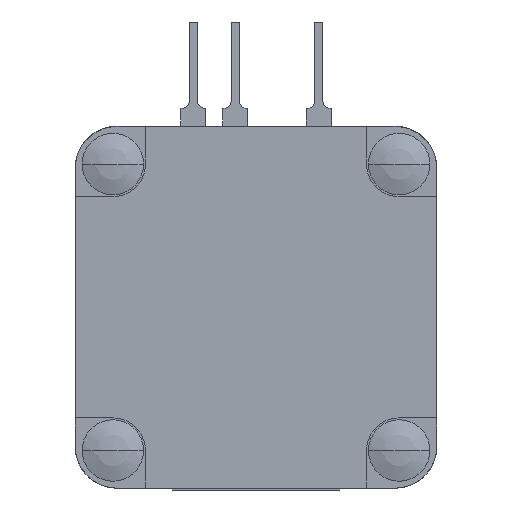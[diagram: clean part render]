
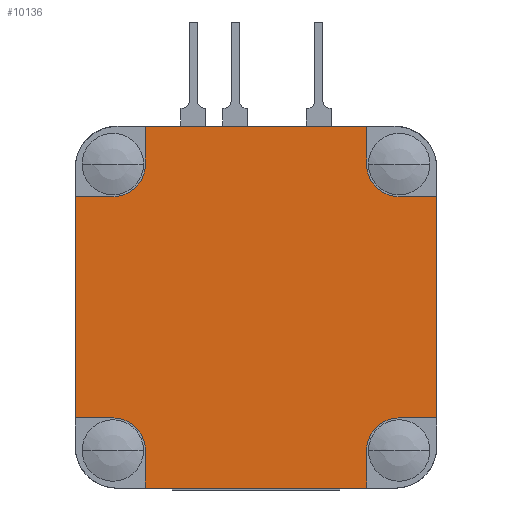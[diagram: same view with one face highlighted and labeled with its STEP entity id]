
A CAD part, front view. The second image highlights one B-rep face of the part: STEP entity #10136.
In plain terms, the highlighted planar face has unit normal (0, -1, 0).
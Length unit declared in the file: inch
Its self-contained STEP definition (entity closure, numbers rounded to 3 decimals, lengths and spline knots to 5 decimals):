
#545=CARTESIAN_POINT('',(-0.3425,-0.408,-0.343));
#546=DIRECTION('',(0.,1.,0.));
#547=DIRECTION('',(0.,0.,1.));
#548=AXIS2_PLACEMENT_3D('',#545,#546,#547);
#559=DIRECTION('',(0.,0.,-1.));
#560=VECTOR('',#559,0.09);
#561=CARTESIAN_POINT('',(0.2645,-0.408,0.432));
#562=LINE('',#561,#560);
#563=DIRECTION('',(-1.,0.,0.));
#564=VECTOR('',#563,0.09);
#565=CARTESIAN_POINT('',(0.4325,-0.408,0.264));
#566=LINE('',#565,#564);
#567=DIRECTION('',(0.,0.,-1.));
#568=VECTOR('',#567,0.529);
#569=CARTESIAN_POINT('',(0.4325,-0.408,0.264));
#570=LINE('',#569,#568);
#571=DIRECTION('',(-1.,0.,0.));
#572=VECTOR('',#571,0.09);
#573=CARTESIAN_POINT('',(0.4325,-0.408,-0.265));
#574=LINE('',#573,#572);
#575=DIRECTION('',(0.,0.,1.));
#576=VECTOR('',#575,0.09);
#577=CARTESIAN_POINT('',(0.2645,-0.408,-0.433));
#578=LINE('',#577,#576);
#579=DIRECTION('',(-1.,0.,0.));
#580=VECTOR('',#579,0.529);
#581=CARTESIAN_POINT('',(0.2645,-0.408,-0.433));
#582=LINE('',#581,#580);
#583=DIRECTION('',(0.,0.,1.));
#584=VECTOR('',#583,0.09);
#585=CARTESIAN_POINT('',(-0.2645,-0.408,-0.433));
#586=LINE('',#585,#584);
#587=DIRECTION('',(1.,0.,0.));
#588=VECTOR('',#587,0.09);
#589=CARTESIAN_POINT('',(-0.4325,-0.408,-0.265));
#590=LINE('',#589,#588);
#591=DIRECTION('',(0.,0.,1.));
#592=VECTOR('',#591,0.529);
#593=CARTESIAN_POINT('',(-0.4325,-0.408,-0.265));
#594=LINE('',#593,#592);
#595=DIRECTION('',(1.,0.,0.));
#596=VECTOR('',#595,0.09);
#597=CARTESIAN_POINT('',(-0.4325,-0.408,0.264));
#598=LINE('',#597,#596);
#599=DIRECTION('',(0.,0.,-1.));
#600=VECTOR('',#599,0.09);
#601=CARTESIAN_POINT('',(-0.2645,-0.408,0.432));
#602=LINE('',#601,#600);
#603=DIRECTION('',(1.,0.,0.));
#604=VECTOR('',#603,0.529);
#605=CARTESIAN_POINT('',(-0.2645,-0.408,0.432));
#606=LINE('',#605,#604);
#611=CARTESIAN_POINT('',(0.3425,-0.408,0.342));
#612=DIRECTION('',(0.,1.,0.));
#613=DIRECTION('',(0.,0.,-1.));
#614=AXIS2_PLACEMENT_3D('',#611,#612,#613);
#680=CARTESIAN_POINT('',(0.3425,-0.408,-0.343));
#681=DIRECTION('',(0.,1.,0.));
#682=DIRECTION('',(-1.,0.,0.));
#683=AXIS2_PLACEMENT_3D('',#680,#681,#682);
#749=CARTESIAN_POINT('',(-0.3425,-0.408,0.342));
#750=DIRECTION('',(0.,1.,0.));
#751=DIRECTION('',(1.,0.,0.));
#752=AXIS2_PLACEMENT_3D('',#749,#750,#751);
#8916=CARTESIAN_POINT('',(-0.2645,-0.408,0.432));
#8917=VERTEX_POINT('',#8916);
#8918=CARTESIAN_POINT('',(0.2645,-0.408,0.432));
#8919=VERTEX_POINT('',#8918);
#8924=CARTESIAN_POINT('',(0.4325,-0.408,-0.265));
#8925=VERTEX_POINT('',#8924);
#8926=CARTESIAN_POINT('',(0.4325,-0.408,0.264));
#8927=VERTEX_POINT('',#8926);
#8932=CARTESIAN_POINT('',(0.2645,-0.408,-0.433));
#8933=VERTEX_POINT('',#8932);
#8934=CARTESIAN_POINT('',(-0.2645,-0.408,-0.433));
#8935=VERTEX_POINT('',#8934);
#8940=CARTESIAN_POINT('',(-0.4325,-0.408,-0.265));
#8941=VERTEX_POINT('',#8940);
#8942=CARTESIAN_POINT('',(-0.4325,-0.408,0.264));
#8943=VERTEX_POINT('',#8942);
#8944=CARTESIAN_POINT('',(0.2645,-0.408,-0.343));
#8946=VERTEX_POINT('',#8944);
#8948=CARTESIAN_POINT('',(0.3425,-0.408,-0.265));
#8950=VERTEX_POINT('',#8948);
#8952=CARTESIAN_POINT('',(0.3425,-0.408,0.264));
#8954=VERTEX_POINT('',#8952);
#8956=CARTESIAN_POINT('',(0.2645,-0.408,0.342));
#8958=VERTEX_POINT('',#8956);
#8960=CARTESIAN_POINT('',(-0.2645,-0.408,0.342));
#8962=VERTEX_POINT('',#8960);
#8964=CARTESIAN_POINT('',(-0.3425,-0.408,0.264));
#8966=VERTEX_POINT('',#8964);
#8968=CARTESIAN_POINT('',(-0.3425,-0.408,-0.265));
#8970=VERTEX_POINT('',#8968);
#8972=CARTESIAN_POINT('',(-0.2645,-0.408,-0.343));
#8974=VERTEX_POINT('',#8972);
#10103=CARTESIAN_POINT('',(0.,-0.408,-0.0005));
#10104=DIRECTION('',(0.,1.,0.));
#10105=DIRECTION('',(0.,0.,-1.));
#10106=AXIS2_PLACEMENT_3D('',#10103,#10104,#10105);
#10107=PLANE('',#10106);
#10109=ORIENTED_EDGE('',*,*,#10108,.T.);
#10111=ORIENTED_EDGE('',*,*,#10110,.F.);
#10113=ORIENTED_EDGE('',*,*,#10112,.F.);
#10114=ORIENTED_EDGE('',*,*,#9881,.T.);
#10116=ORIENTED_EDGE('',*,*,#10115,.T.);
#10118=ORIENTED_EDGE('',*,*,#10117,.F.);
#10120=ORIENTED_EDGE('',*,*,#10119,.F.);
#10121=ORIENTED_EDGE('',*,*,#9967,.T.);
#10123=ORIENTED_EDGE('',*,*,#10122,.T.);
#10124=ORIENTED_EDGE('',*,*,#10068,.F.);
#10125=ORIENTED_EDGE('',*,*,#10091,.F.);
#10126=ORIENTED_EDGE('',*,*,#9647,.T.);
#10128=ORIENTED_EDGE('',*,*,#10127,.T.);
#10130=ORIENTED_EDGE('',*,*,#10129,.F.);
#10132=ORIENTED_EDGE('',*,*,#10131,.F.);
#10133=ORIENTED_EDGE('',*,*,#9741,.T.);
#10134=EDGE_LOOP('',(#10109,#10111,#10113,#10114,#10116,#10118,#10120,#10121,
#10123,#10124,#10125,#10126,#10128,#10130,#10132,#10133));
#10135=FACE_OUTER_BOUND('',#10134,.F.);
#10136=ADVANCED_FACE('',(#10135),#10107,.F.);
#549=CIRCLE('',#548,0.078);
#615=CIRCLE('',#614,0.078);
#684=CIRCLE('',#683,0.078);
#753=CIRCLE('',#752,0.078);
#9647=EDGE_CURVE('',#8941,#8943,#594,.T.);
#9741=EDGE_CURVE('',#8917,#8919,#606,.T.);
#9881=EDGE_CURVE('',#8927,#8925,#570,.T.);
#9967=EDGE_CURVE('',#8933,#8935,#582,.T.);
#10068=EDGE_CURVE('',#8970,#8974,#549,.T.);
#10091=EDGE_CURVE('',#8941,#8970,#590,.T.);
#10108=EDGE_CURVE('',#8919,#8958,#562,.T.);
#10110=EDGE_CURVE('',#8954,#8958,#615,.T.);
#10112=EDGE_CURVE('',#8927,#8954,#566,.T.);
#10115=EDGE_CURVE('',#8925,#8950,#574,.T.);
#10117=EDGE_CURVE('',#8946,#8950,#684,.T.);
#10119=EDGE_CURVE('',#8933,#8946,#578,.T.);
#10122=EDGE_CURVE('',#8935,#8974,#586,.T.);
#10127=EDGE_CURVE('',#8943,#8966,#598,.T.);
#10129=EDGE_CURVE('',#8962,#8966,#753,.T.);
#10131=EDGE_CURVE('',#8917,#8962,#602,.T.);
